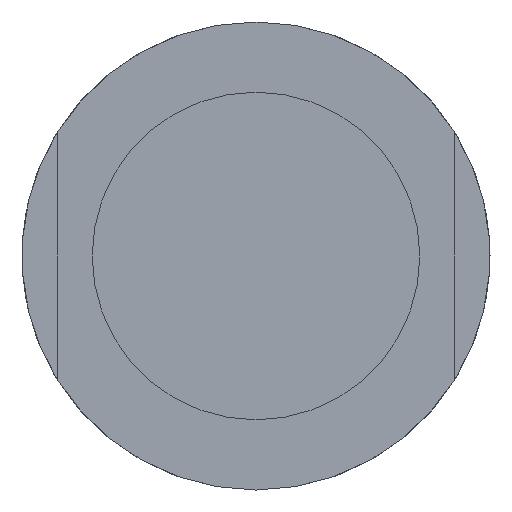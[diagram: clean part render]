
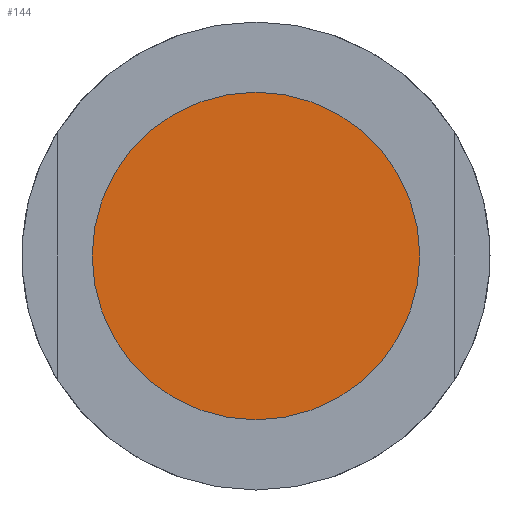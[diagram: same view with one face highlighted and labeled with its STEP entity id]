
A CAD part, front view. The second image highlights one B-rep face of the part: STEP entity #144.
In plain terms, the highlighted planar face has unit normal (0, -1, 0).
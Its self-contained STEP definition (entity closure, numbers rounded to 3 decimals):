
#20=PLANE('',#164);
#51=FACE_OUTER_BOUND('',#64,.T.);
#64=EDGE_LOOP('',(#132));
#74=CIRCLE('',#165,7.);
#86=VERTEX_POINT('',#249);
#102=EDGE_CURVE('',#86,#86,#74,.T.);
#132=ORIENTED_EDGE('',*,*,#102,.F.);
#144=ADVANCED_FACE('',(#51),#20,.T.);
#164=AXIS2_PLACEMENT_3D('',#248,#207,#208);
#165=AXIS2_PLACEMENT_3D('',#250,#209,#210);
#207=DIRECTION('center_axis',(0.,-1.,0.));
#208=DIRECTION('ref_axis',(0.,0.,-1.));
#209=DIRECTION('center_axis',(0.,1.,0.));
#210=DIRECTION('ref_axis',(1.,0.,0.));
#248=CARTESIAN_POINT('Origin',(0.,-23.,7.));
#249=CARTESIAN_POINT('',(0.,-23.,7.));
#250=CARTESIAN_POINT('Origin',(0.,-23.,0.));
